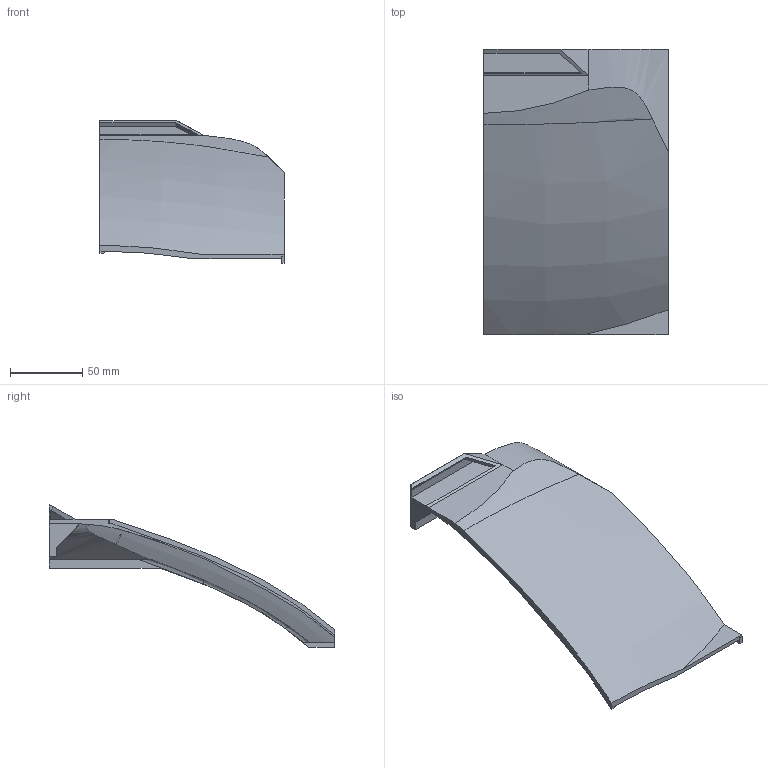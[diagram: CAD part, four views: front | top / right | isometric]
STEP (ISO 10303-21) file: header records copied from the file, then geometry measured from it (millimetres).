
FILE_DESCRIPTION(/* description */ ('Unknown'),/* implementation_level */ '2;1');
FILE_NAME(/* name */ 'Body_2_mitte_Bambu',/* time_stamp */ '2024-05-13T17:58:21+02:00',/* author */ ('Unknown'),/* organization */ ('Unknown'),/* preprocessor_version */ 'ST-DEVELOPER v18.104',/* originating_system */ 'Solid Edge',/* authorisation */ 'Unknown');
FILE_SCHEMA (('AUTOMOTIVE_DESIGN {1 0 10303 214 3 1 1}'));
Length unit declared in the file: millimetre
Products named in the file (1): Body_2_mitte_Bambu
Bounding box: 127.5 x 197.32 x 98.83 mm (x, y, z)
Volume: 103267.7 mm3; surface area: 64678.8 mm2
Topology: 1 solids, 1 shells, 67 faces, 208 edges, 145 vertices
Faces by surface type: plane 44, bspline 20, cylinder 3
Full cylindrical faces by diameter (mm): 10.1 x2
Entity records: 3810 total; most frequent: CARTESIAN_POINT 2164, ORIENTED_EDGE 412, DIRECTION 214, EDGE_CURVE 206, VERTEX_POINT 145, LINE 104, VECTOR 104, B_SPLINE_CURVE_WITH_KNOTS 95
